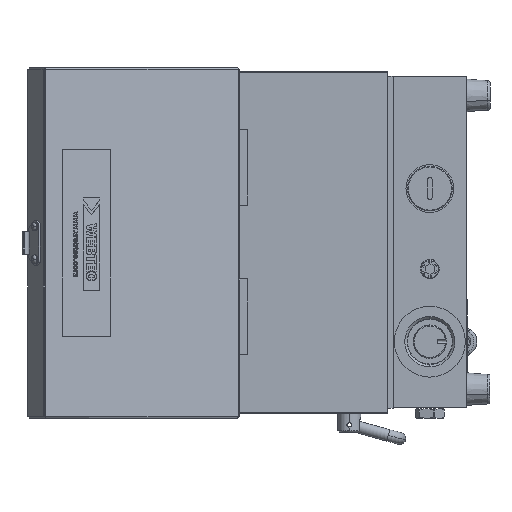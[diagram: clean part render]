
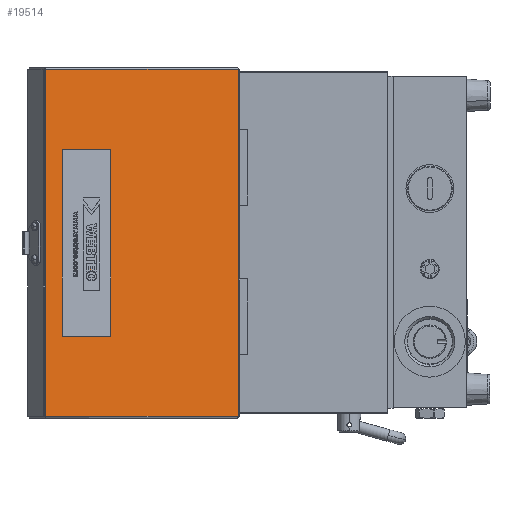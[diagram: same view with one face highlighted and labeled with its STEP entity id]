
A CAD part, left-side view. The second image highlights one B-rep face of the part: STEP entity #19514.
In plain terms, the highlighted planar face has unit normal (-0.81, -0.587, 0).
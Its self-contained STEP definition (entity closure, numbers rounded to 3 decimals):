
#2296 = LINE ( 'NONE', #26802, #30505 ) ;
#3239 = EDGE_CURVE ( 'NONE', #3625, #23330, #30143, .T. ) ;
#3286 = CARTESIAN_POINT ( 'NONE',  ( -139.932, 103.752, 226.887 ) ) ;
#3314 = EDGE_CURVE ( 'NONE', #23330, #3855, #22226, .T. ) ;
#3625 = VERTEX_POINT ( 'NONE', #6914 ) ;
#3855 = VERTEX_POINT ( 'NONE', #4393 ) ;
#3866 = ORIENTED_EDGE ( 'NONE', *, *, #7694, .F. ) ;
#4393 = CARTESIAN_POINT ( 'NONE',  ( -233.54, 233.017, 226.887 ) ) ;
#6433 = ORIENTED_EDGE ( 'NONE', *, *, #3239, .F. ) ;
#6584 = CARTESIAN_POINT ( 'NONE',  ( -139.932, 103.752, -5.713 ) ) ;
#6746 = DIRECTION ( 'NONE',  ( -0.587, 0.81, 0. ) ) ;
#6914 = CARTESIAN_POINT ( 'NONE',  ( -139.932, 103.752, -5.713 ) ) ;
#6980 = LINE ( 'NONE', #6584, #21469 ) ;
#7168 = DIRECTION ( 'NONE',  ( 0., 0., -1. ) ) ;
#7694 = EDGE_CURVE ( 'NONE', #3855, #15844, #2296, .T. ) ;
#8663 = DIRECTION ( 'NONE',  ( -0.587, 0.81, 0. ) ) ;
#12177 = CARTESIAN_POINT ( 'NONE',  ( -233.54, 233.017, -5.713 ) ) ;
#14530 = VECTOR ( 'NONE', #8663, 1000. ) ;
#14763 = DIRECTION ( 'NONE',  ( 0.587, -0.81, 0. ) ) ;
#15844 = VERTEX_POINT ( 'NONE', #3286 ) ;
#16413 = DIRECTION ( 'NONE',  ( 0., 0., 1. ) ) ;
#17031 = AXIS2_PLACEMENT_3D ( 'NONE', #34266, #22212, #6746 ) ;
#18814 = FACE_OUTER_BOUND ( 'NONE', #32061, .T. ) ;
#19514 = ADVANCED_FACE ( 'NONE', ( #18814 ), #25246, .F. ) ;
#19771 = ORIENTED_EDGE ( 'NONE', *, *, #35395, .F. ) ;
#21469 = VECTOR ( 'NONE', #7168, 1000. ) ;
#22212 = DIRECTION ( 'NONE',  ( 0.81, 0.587, 0. ) ) ;
#22226 = LINE ( 'NONE', #34473, #24794 ) ;
#23330 = VERTEX_POINT ( 'NONE', #12177 ) ;
#24468 = ORIENTED_EDGE ( 'NONE', *, *, #3314, .F. ) ;
#24794 = VECTOR ( 'NONE', #16413, 1000. ) ;
#25246 = PLANE ( 'NONE',  #17031 ) ;
#26745 = CARTESIAN_POINT ( 'NONE',  ( -233.54, 233.017, -5.713 ) ) ;
#26802 = CARTESIAN_POINT ( 'NONE',  ( -139.932, 103.752, 226.887 ) ) ;
#30143 = LINE ( 'NONE', #26745, #14530 ) ;
#30505 = VECTOR ( 'NONE', #14763, 1000. ) ;
#32061 = EDGE_LOOP ( 'NONE', ( #6433, #19771, #3866, #24468 ) ) ;
#34266 = CARTESIAN_POINT ( 'NONE',  ( -139.228, 102.78, 228.087 ) ) ;
#34473 = CARTESIAN_POINT ( 'NONE',  ( -233.54, 233.017, 226.887 ) ) ;
#35395 = EDGE_CURVE ( 'NONE', #15844, #3625, #6980, .T. ) ;
